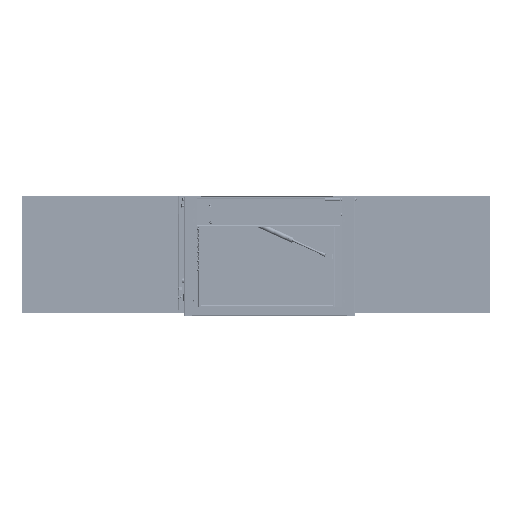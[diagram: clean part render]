
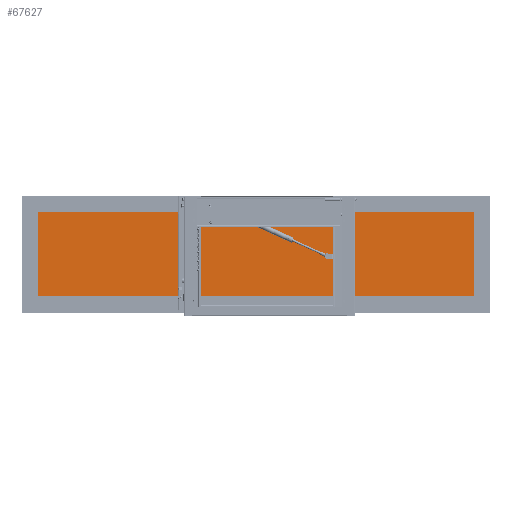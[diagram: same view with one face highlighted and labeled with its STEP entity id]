
A CAD part, left-side view. The second image highlights one B-rep face of the part: STEP entity #67627.
In plain terms, the highlighted face is planar.
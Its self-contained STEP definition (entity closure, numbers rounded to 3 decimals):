
#3203 = EDGE_CURVE ( 'NONE', #52477, #21769, #49508, .T. ) ;
#6592 = ORIENTED_EDGE ( 'NONE', *, *, #35121, .T. ) ;
#12781 = PLANE ( 'NONE',  #73994 ) ;
#12868 = EDGE_LOOP ( 'NONE', ( #26123, #88315, #62054, #6592 ) ) ;
#14315 = CARTESIAN_POINT ( 'NONE',  ( 8744.071, -2806.056, 872.053 ) ) ;
#20149 = EDGE_CURVE ( 'NONE', #21769, #71251, #34656, .T. ) ;
#20956 = DIRECTION ( 'NONE',  ( 0., 0., 1. ) ) ;
#21769 = VERTEX_POINT ( 'NONE', #38720 ) ;
#21772 = CARTESIAN_POINT ( 'NONE',  ( 8424.071, -2806.056, 2162.053 ) ) ;
#26123 = ORIENTED_EDGE ( 'NONE', *, *, #3203, .T. ) ;
#27360 = CARTESIAN_POINT ( 'NONE',  ( 8424.071, -2806.056, 872.053 ) ) ;
#27575 = DIRECTION ( 'NONE',  ( 0., 0., -1. ) ) ;
#33998 = EDGE_CURVE ( 'NONE', #71251, #84952, #50109, .T. ) ;
#34656 = LINE ( 'NONE', #27360, #88256 ) ;
#35121 = EDGE_CURVE ( 'NONE', #84952, #52477, #84699, .T. ) ;
#38720 = CARTESIAN_POINT ( 'NONE',  ( 8424.071, -2806.056, 872.053 ) ) ;
#39192 = CARTESIAN_POINT ( 'NONE',  ( 8744.071, -2806.056, 2162.053 ) ) ;
#44138 = DIRECTION ( 'NONE',  ( 1., 0., 0. ) ) ;
#48890 = DIRECTION ( 'NONE',  ( 0., 1., 0. ) ) ;
#49508 = LINE ( 'NONE', #64598, #54108 ) ;
#50109 = LINE ( 'NONE', #21772, #71806 ) ;
#52477 = VERTEX_POINT ( 'NONE', #62045 ) ;
#54108 = VECTOR ( 'NONE', #83794, 1000. ) ;
#54194 = CARTESIAN_POINT ( 'NONE',  ( 8424.071, -2806.056, 2162.053 ) ) ;
#57454 = VECTOR ( 'NONE', #27575, 1000. ) ;
#62045 = CARTESIAN_POINT ( 'NONE',  ( 8744.071, -2806.056, 872.053 ) ) ;
#62054 = ORIENTED_EDGE ( 'NONE', *, *, #33998, .T. ) ;
#64598 = CARTESIAN_POINT ( 'NONE',  ( 8424.071, -2806.056, 872.053 ) ) ;
#67627 = ADVANCED_FACE ( 'NONE', ( #68133 ), #12781, .T. ) ;
#68133 = FACE_OUTER_BOUND ( 'NONE', #12868, .T. ) ;
#71251 = VERTEX_POINT ( 'NONE', #54194 ) ;
#71806 = VECTOR ( 'NONE', #44138, 1000. ) ;
#73994 = AXIS2_PLACEMENT_3D ( 'NONE', #88685, #48890, #83177 ) ;
#83177 = DIRECTION ( 'NONE',  ( 0., 0., 1. ) ) ;
#83794 = DIRECTION ( 'NONE',  ( -1., 0., 0. ) ) ;
#84699 = LINE ( 'NONE', #14315, #57454 ) ;
#84952 = VERTEX_POINT ( 'NONE', #39192 ) ;
#88256 = VECTOR ( 'NONE', #20956, 1000. ) ;
#88315 = ORIENTED_EDGE ( 'NONE', *, *, #20149, .T. ) ;
#88685 = CARTESIAN_POINT ( 'NONE',  ( 8424.071, -2806.056, 872.053 ) ) ;
